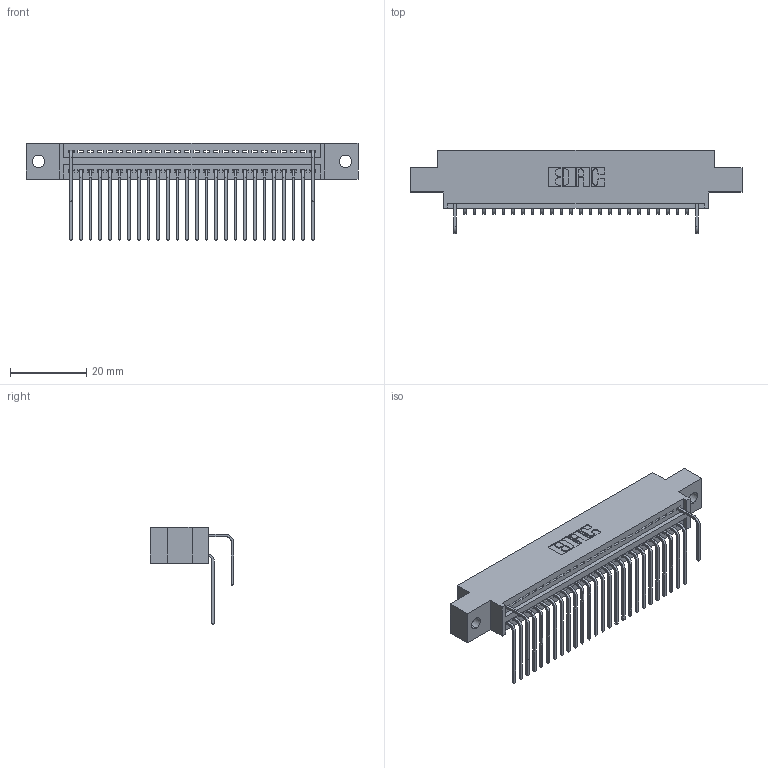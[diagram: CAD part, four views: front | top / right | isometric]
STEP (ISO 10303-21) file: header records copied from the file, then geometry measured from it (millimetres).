
FILE_DESCRIPTION (( 'STEP AP203' ), '1' );
FILE_NAME ('345-052-558-802.STEP', '2018-09-23T00:34:27', ( '' ), ( '' ), 'SwSTEP 2.0', 'SolidWorks 2016', '' );
FILE_SCHEMA (( 'CONFIG_CONTROL_DESIGN' ));
Length unit declared in the file: inch
Products named in the file (4): 345 Part_0.170 Offset - 0.128 Dia; 345-292-001_558 559 Tail - 1; 345-292-001_558 Tail - 2; 345-052-558-802
Assembly tree (29 placements, depth 2):
  345-052-558-802
    345 Part_0.170 Offset - 0.128 Dia
    345-292-001_558 559 Tail - 1  x26
    345-292-001_558 Tail - 2  x2
Bounding box: 87.25 x 21.83 x 25.53 mm (x, y, z)
Volume: 8122.1 mm3; surface area: 11100.9 mm2
Topology: 29 solids, 29 shells, 1778 faces, 5341 edges, 3522 vertices
Faces by surface type: plane 1232, cylinder 546
Entity records: 23573 total; most frequent: CARTESIAN_POINT 4119, ORIENTED_EDGE 4026, DIRECTION 3597, EDGE_CURVE 2013, VECTOR 1737, LINE 1737, VERTEX_POINT 1338, AXIS2_PLACEMENT_3D 930
